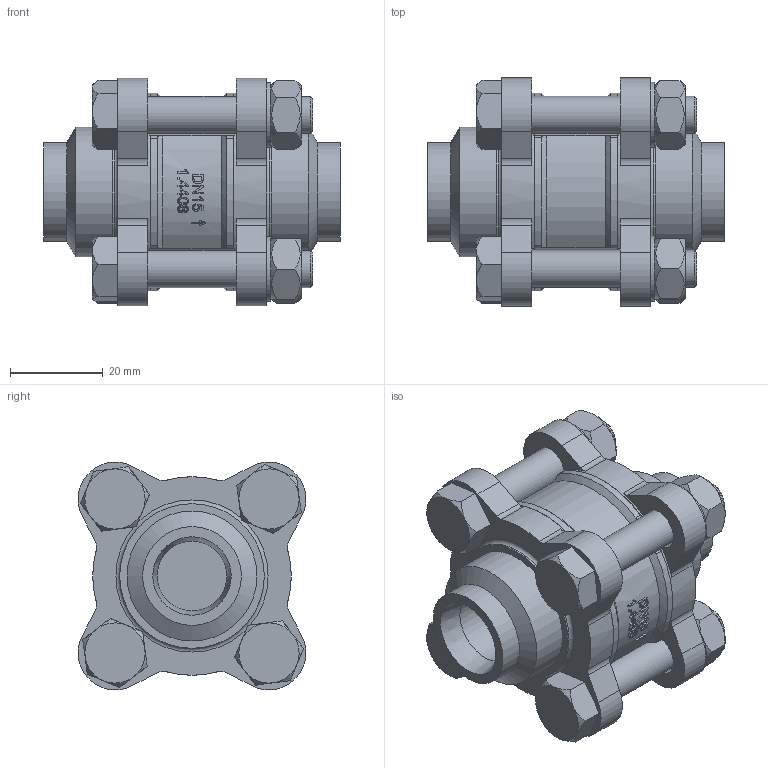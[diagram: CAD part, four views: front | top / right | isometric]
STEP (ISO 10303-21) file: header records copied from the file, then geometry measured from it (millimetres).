
FILE_DESCRIPTION(/* description */ ('Unknown'),/* implementation_level */ '2;1');
FILE_NAME(/* name */ 'WA-002-S008-DN15',/* time_stamp */ '2022-10-11T14:20:17+08:00',/* author */ ('Unknown'),/* organization */ ('Unknown'),/* preprocessor_version */ 'ST-DEVELOPER v16.7',/* originating_system */ 'DEX',/* authorisation */ $);
FILE_SCHEMA (('AUTOMOTIVE_DESIGN {1 0 10303 214 3 1 1}'));
Length unit declared in the file: millimetre
Products named in the file (6): WA-002-S008-DN15; WA-002-S008-DN15-BODY; WA-002-S008-DN15-CAP; M8 BOLT; M8 NUT; M8 WASHER
Assembly tree (15 placements, depth 2):
  WA-002-S008-DN15
    WA-002-S008-DN15-BODY
    WA-002-S008-DN15-CAP  x2
    M8 BOLT  x4
    M8 NUT  x4
    M8 WASHER  x4
Bounding box: 64 x 49.09 x 49.09 mm (x, y, z)
Volume: 58144.3 mm3; surface area: 35142.3 mm2
Topology: 16 solids, 16 shells, 472 faces, 1172 edges, 766 vertices
Faces by surface type: plane 233, cylinder 130, cone 55, bspline 38, torus 16
Full cylindrical faces by diameter (mm): 6.456 x1, 8 x12, 9 x8, 11.299 x1, 14 x4, 15 x2, 20.177 x1, 21.3 x2, 25.422 x1, 28 x2, 31.182 x2, 34.323 x1, 34.704 x1
Entity records: 13214 total; most frequent: CARTESIAN_POINT 5313, ORIENTED_EDGE 1588, DIRECTION 1512, EDGE_CURVE 794, AXIS2_PLACEMENT_3D 569, VERTEX_POINT 550, EDGE_LOOP 426, FACE_BOUND 426
